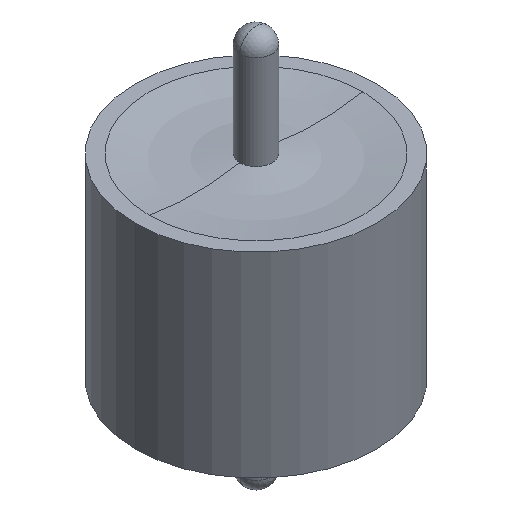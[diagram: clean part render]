
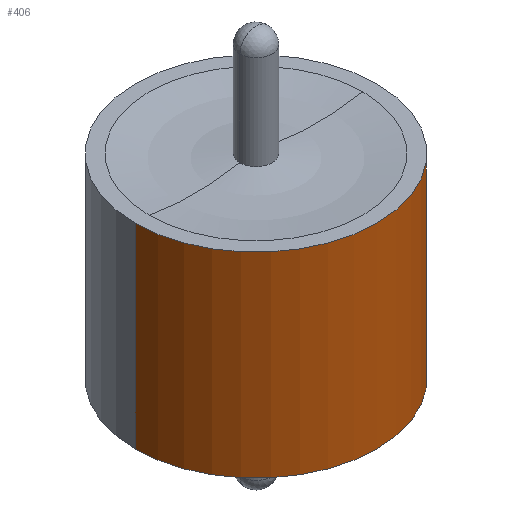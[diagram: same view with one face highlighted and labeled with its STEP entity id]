
A CAD part, isometric view. The second image highlights one B-rep face of the part: STEP entity #406.
In plain terms, the highlighted cylindrical face has radius 0.865 mm (diameter 1.73 mm), a partial arc.
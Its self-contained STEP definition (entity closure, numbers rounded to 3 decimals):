
#44 = DIRECTION ( 'NONE',  ( 1., 0., 0. ) ) ;
#52 = CARTESIAN_POINT ( 'NONE',  ( -0.865, 0., 0.7 ) ) ;
#69 = VECTOR ( 'NONE', #142, 1000. ) ;
#75 = CARTESIAN_POINT ( 'NONE',  ( -0.865, 0., -0.7 ) ) ;
#86 = ORIENTED_EDGE ( 'NONE', *, *, #220, .T. ) ;
#95 = VERTEX_POINT ( 'NONE', #401 ) ;
#107 = VERTEX_POINT ( 'NONE', #75 ) ;
#142 = DIRECTION ( 'NONE',  ( 0., 0., -1. ) ) ;
#160 = CARTESIAN_POINT ( 'NONE',  ( -0.865, 0., 0.7 ) ) ;
#169 = EDGE_CURVE ( 'NONE', #107, #95, #383, .T. ) ;
#183 = EDGE_LOOP ( 'NONE', ( #546, #385, #86, #320 ) ) ;
#186 = VERTEX_POINT ( 'NONE', #549 ) ;
#219 = AXIS2_PLACEMENT_3D ( 'NONE', #568, #559, #336 ) ;
#220 = EDGE_CURVE ( 'NONE', #456, #107, #421, .T. ) ;
#314 = DIRECTION ( 'NONE',  ( 0., 0., 1. ) ) ;
#320 = ORIENTED_EDGE ( 'NONE', *, *, #169, .T. ) ;
#329 = CARTESIAN_POINT ( 'NONE',  ( 0.865, 0., 0.7 ) ) ;
#336 = DIRECTION ( 'NONE',  ( -1., 0., 0. ) ) ;
#357 = DIRECTION ( 'NONE',  ( 1., 0., 0. ) ) ;
#368 = CARTESIAN_POINT ( 'NONE',  ( 0., 0., 0.7 ) ) ;
#374 = AXIS2_PLACEMENT_3D ( 'NONE', #455, #552, #44 ) ;
#379 = FACE_OUTER_BOUND ( 'NONE', #183, .T. ) ;
#383 = CIRCLE ( 'NONE', #374, 0.865 ) ;
#385 = ORIENTED_EDGE ( 'NONE', *, *, #570, .F. ) ;
#398 = EDGE_CURVE ( 'NONE', #186, #95, #520, .T. ) ;
#401 = CARTESIAN_POINT ( 'NONE',  ( 0.865, 0., -0.7 ) ) ;
#405 = CIRCLE ( 'NONE', #446, 0.865 ) ;
#406 = ADVANCED_FACE ( 'NONE', ( #379 ), #475, .T. ) ;
#421 = LINE ( 'NONE', #52, #69 ) ;
#445 = VECTOR ( 'NONE', #472, 1000. ) ;
#446 = AXIS2_PLACEMENT_3D ( 'NONE', #368, #314, #357 ) ;
#455 = CARTESIAN_POINT ( 'NONE',  ( 0., 0., -0.7 ) ) ;
#456 = VERTEX_POINT ( 'NONE', #160 ) ;
#472 = DIRECTION ( 'NONE',  ( 0., 0., -1. ) ) ;
#475 = CYLINDRICAL_SURFACE ( 'NONE', #219, 0.865 ) ;
#520 = LINE ( 'NONE', #329, #445 ) ;
#546 = ORIENTED_EDGE ( 'NONE', *, *, #398, .F. ) ;
#549 = CARTESIAN_POINT ( 'NONE',  ( 0.865, 0., 0.7 ) ) ;
#552 = DIRECTION ( 'NONE',  ( 0., 0., 1. ) ) ;
#559 = DIRECTION ( 'NONE',  ( 0., 0., -1. ) ) ;
#568 = CARTESIAN_POINT ( 'NONE',  ( 0., 0., 0.7 ) ) ;
#570 = EDGE_CURVE ( 'NONE', #456, #186, #405, .T. ) ;
